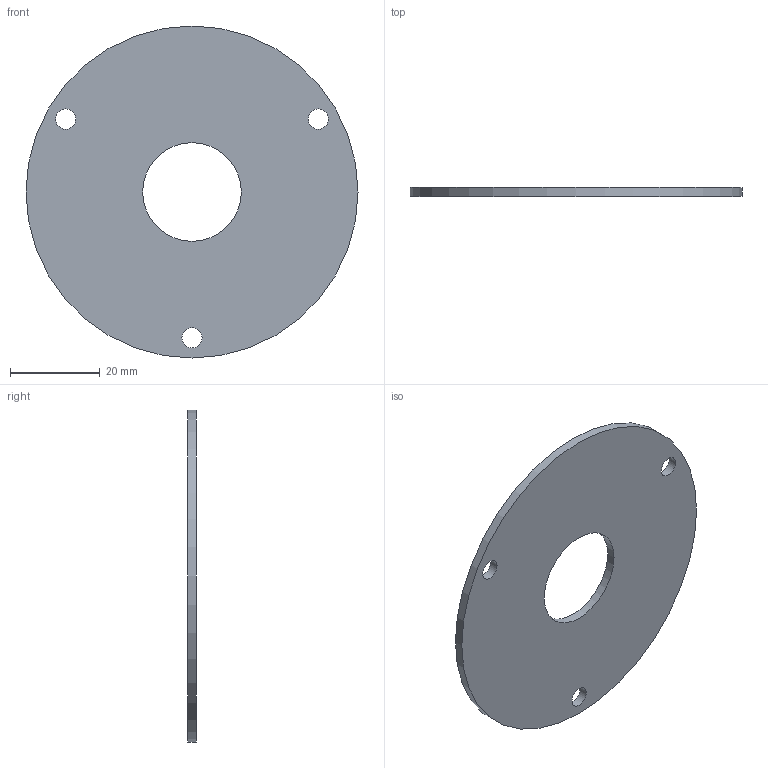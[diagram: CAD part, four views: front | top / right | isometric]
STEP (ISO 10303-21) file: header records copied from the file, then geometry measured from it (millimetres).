
FILE_DESCRIPTION (( 'STEP AP214' ), '1' );
FILE_NAME ('1590939_SP2-QR24.STEP', '2021-11-29T12:30:25', ( '' ), ( '' ), 'SwSTEP 2.0', 'SolidWorks 2019', '' );
FILE_SCHEMA (( 'AUTOMOTIVE_DESIGN' ));
Length unit declared in the file: millimetre
Products named in the file (1): 1590939_SP2-QR24
Bounding box: 74 x 2 x 74 mm (x, y, z)
Volume: 7746 mm3; surface area: 8434 mm2
Topology: 1 solids, 1 shells, 7 faces, 15 edges, 10 vertices
Faces by surface type: cylinder 5, plane 2
Full cylindrical faces by diameter (mm): 4.5 x3, 22 x1, 74 x1
Entity records: 224 total; most frequent: DIRECTION 36, CARTESIAN_POINT 28, EDGE_LOOP 20, ORIENTED_EDGE 20, AXIS2_PLACEMENT_3D 18, FACE_OUTER_BOUND 12, VERTEX_POINT 10, EDGE_CURVE 10
